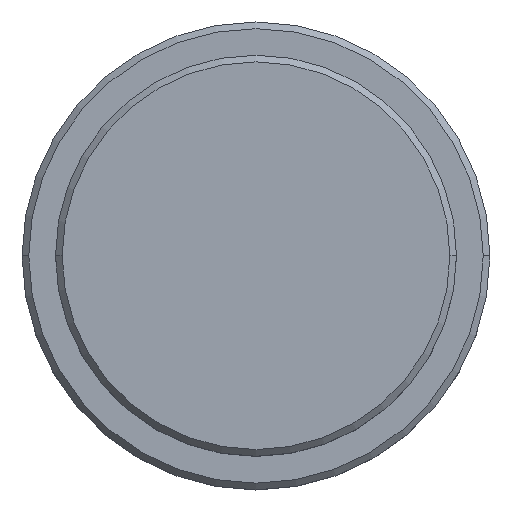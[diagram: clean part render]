
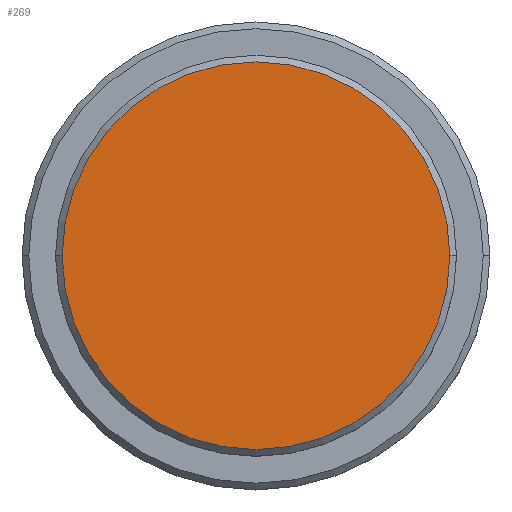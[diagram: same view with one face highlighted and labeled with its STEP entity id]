
A CAD part, top view. The second image highlights one B-rep face of the part: STEP entity #269.
In plain terms, the highlighted planar face has unit normal (0, 0, 1).
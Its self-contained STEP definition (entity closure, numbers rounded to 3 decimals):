
#60 = CIRCLE ( 'NONE', #81, 14.5 ) ;
#81 = AXIS2_PLACEMENT_3D ( 'NONE', #443, #548, #1312 ) ;
#123 = AXIS2_PLACEMENT_3D ( 'NONE', #661, #1102, #138 ) ;
#138 = DIRECTION ( 'NONE',  ( 1., 0., 0. ) ) ;
#252 = PLANE ( 'NONE',  #774 ) ;
#269 = ADVANCED_FACE ( 'NONE', ( #998 ), #252, .T. ) ;
#315 = VERTEX_POINT ( 'NONE', #354 ) ;
#354 = CARTESIAN_POINT ( 'NONE',  ( 14.5, 0., 0. ) ) ;
#443 = CARTESIAN_POINT ( 'NONE',  ( 0., 0., 0. ) ) ;
#535 = CARTESIAN_POINT ( 'NONE',  ( -14.5, 0., 0. ) ) ;
#548 = DIRECTION ( 'NONE',  ( 0., 0., 1. ) ) ;
#556 = ORIENTED_EDGE ( 'NONE', *, *, #763, .T. ) ;
#661 = CARTESIAN_POINT ( 'NONE',  ( 0., 0., 0. ) ) ;
#678 = DIRECTION ( 'NONE',  ( 0., 0., 1. ) ) ;
#749 = ORIENTED_EDGE ( 'NONE', *, *, #1174, .T. ) ;
#763 = EDGE_CURVE ( 'NONE', #315, #1106, #801, .T. ) ;
#770 = DIRECTION ( 'NONE',  ( 1., 0., 0. ) ) ;
#774 = AXIS2_PLACEMENT_3D ( 'NONE', #886, #678, #770 ) ;
#801 = CIRCLE ( 'NONE', #123, 14.5 ) ;
#886 = CARTESIAN_POINT ( 'NONE',  ( 0., 0., 0. ) ) ;
#998 = FACE_OUTER_BOUND ( 'NONE', #1145, .T. ) ;
#1102 = DIRECTION ( 'NONE',  ( 0., 0., 1. ) ) ;
#1106 = VERTEX_POINT ( 'NONE', #535 ) ;
#1145 = EDGE_LOOP ( 'NONE', ( #749, #556 ) ) ;
#1174 = EDGE_CURVE ( 'NONE', #1106, #315, #60, .T. ) ;
#1312 = DIRECTION ( 'NONE',  ( 1., 0., 0. ) ) ;
